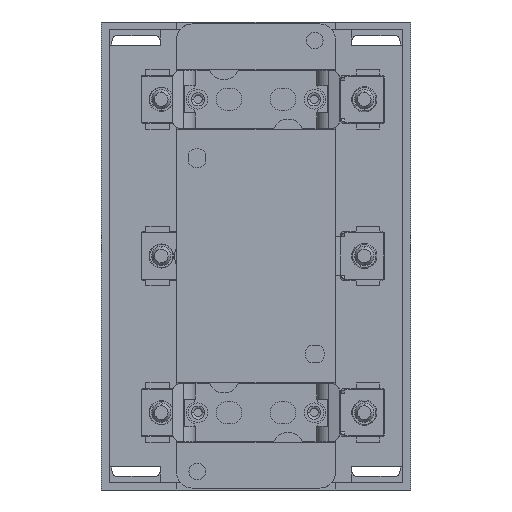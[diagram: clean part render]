
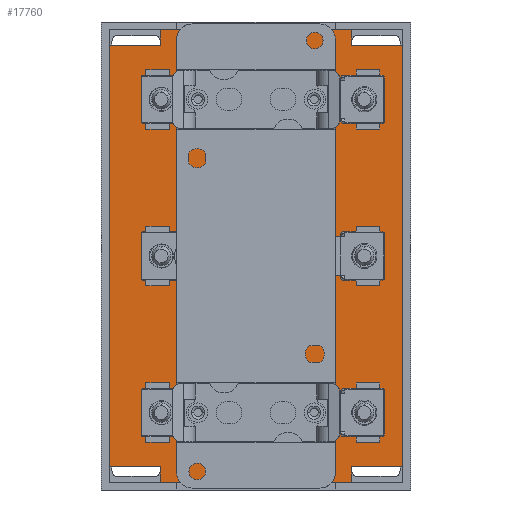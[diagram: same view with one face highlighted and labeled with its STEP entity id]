
A CAD part, front view. The second image highlights one B-rep face of the part: STEP entity #17760.
In plain terms, the highlighted planar face has unit normal (0, -1, 0).
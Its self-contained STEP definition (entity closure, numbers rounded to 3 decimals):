
#14363=DIRECTION('',(-1.,0.,0.));
#14364=VECTOR('',#14363,49.5);
#14365=CARTESIAN_POINT('',(24.75,42.,-58.5));
#14366=LINE('',#14365,#14364);
#14370=DIRECTION('',(0.,0.,1.));
#14371=VECTOR('',#14370,109.);
#14372=CARTESIAN_POINT('',(-38.,42.,-54.5));
#14373=LINE('',#14372,#14371);
#14377=DIRECTION('',(1.,0.,0.));
#14378=VECTOR('',#14377,49.5);
#14379=CARTESIAN_POINT('',(-24.75,42.,58.5));
#14380=LINE('',#14379,#14378);
#14384=CARTESIAN_POINT('',(0.,42.,40.5));
#14385=DIRECTION('',(0.,-1.,0.));
#14386=DIRECTION('',(0.,0.,1.));
#14387=AXIS2_PLACEMENT_3D('',#14384,#14385,#14386);
#14392=CARTESIAN_POINT('',(0.,42.,40.5));
#14393=DIRECTION('',(0.,-1.,0.));
#14394=DIRECTION('',(-1.,0.,0.));
#14395=AXIS2_PLACEMENT_3D('',#14392,#14393,#14394);
#14400=CARTESIAN_POINT('',(0.,42.,40.5));
#14401=DIRECTION('',(0.,-1.,0.));
#14402=DIRECTION('',(0.,0.,-1.));
#14403=AXIS2_PLACEMENT_3D('',#14400,#14401,#14402);
#14408=CARTESIAN_POINT('',(0.,42.,40.5));
#14409=DIRECTION('',(0.,-1.,0.));
#14410=DIRECTION('',(1.,0.,0.));
#14411=AXIS2_PLACEMENT_3D('',#14408,#14409,#14410);
#14416=CARTESIAN_POINT('',(0.,42.,0.));
#14417=DIRECTION('',(0.,-1.,0.));
#14418=DIRECTION('',(0.,0.,1.));
#14419=AXIS2_PLACEMENT_3D('',#14416,#14417,#14418);
#14424=CARTESIAN_POINT('',(0.,42.,0.));
#14425=DIRECTION('',(0.,-1.,0.));
#14426=DIRECTION('',(-1.,0.,0.));
#14427=AXIS2_PLACEMENT_3D('',#14424,#14425,#14426);
#14432=CARTESIAN_POINT('',(0.,42.,0.));
#14433=DIRECTION('',(0.,-1.,0.));
#14434=DIRECTION('',(0.,0.,-1.));
#14435=AXIS2_PLACEMENT_3D('',#14432,#14433,#14434);
#14440=CARTESIAN_POINT('',(0.,42.,0.));
#14441=DIRECTION('',(0.,-1.,0.));
#14442=DIRECTION('',(1.,0.,0.));
#14443=AXIS2_PLACEMENT_3D('',#14440,#14441,#14442);
#14448=CARTESIAN_POINT('',(0.,42.,-40.5));
#14449=DIRECTION('',(0.,-1.,0.));
#14450=DIRECTION('',(0.,0.,1.));
#14451=AXIS2_PLACEMENT_3D('',#14448,#14449,#14450);
#14456=CARTESIAN_POINT('',(0.,42.,-40.5));
#14457=DIRECTION('',(0.,-1.,0.));
#14458=DIRECTION('',(-1.,0.,0.));
#14459=AXIS2_PLACEMENT_3D('',#14456,#14457,#14458);
#14464=CARTESIAN_POINT('',(0.,42.,-40.5));
#14465=DIRECTION('',(0.,-1.,0.));
#14466=DIRECTION('',(0.,0.,-1.));
#14467=AXIS2_PLACEMENT_3D('',#14464,#14465,#14466);
#14472=CARTESIAN_POINT('',(0.,42.,-40.5));
#14473=DIRECTION('',(0.,-1.,0.));
#14474=DIRECTION('',(1.,0.,0.));
#14475=AXIS2_PLACEMENT_3D('',#14472,#14473,#14474);
#14840=DIRECTION('',(1.,0.,0.));
#14841=VECTOR('',#14840,13.25);
#14842=CARTESIAN_POINT('',(24.75,42.,-54.5));
#14843=LINE('',#14842,#14841);
#14861=DIRECTION('',(0.,0.,1.));
#14862=VECTOR('',#14861,109.);
#14863=CARTESIAN_POINT('',(38.,42.,-54.5));
#14864=LINE('',#14863,#14862);
#14896=DIRECTION('',(-1.,0.,0.));
#14897=VECTOR('',#14896,13.25);
#14898=CARTESIAN_POINT('',(38.,42.,54.5));
#14899=LINE('',#14898,#14897);
#15270=DIRECTION('',(0.,0.,1.));
#15271=VECTOR('',#15270,4.);
#15272=CARTESIAN_POINT('',(24.75,42.,-58.5));
#15273=LINE('',#15272,#15271);
#15291=DIRECTION('',(0.,0.,1.));
#15292=VECTOR('',#15291,4.);
#15293=CARTESIAN_POINT('',(24.75,42.,54.5));
#15294=LINE('',#15293,#15292);
#16129=DIRECTION('',(1.,0.,0.));
#16130=VECTOR('',#16129,13.25);
#16131=CARTESIAN_POINT('',(-38.,42.,-54.5));
#16132=LINE('',#16131,#16130);
#16164=DIRECTION('',(0.,0.,-1.));
#16165=VECTOR('',#16164,4.);
#16166=CARTESIAN_POINT('',(-24.75,42.,58.5));
#16167=LINE('',#16166,#16165);
#16178=DIRECTION('',(0.,0.,-1.));
#16179=VECTOR('',#16178,4.);
#16180=CARTESIAN_POINT('',(-24.75,42.,-54.5));
#16181=LINE('',#16180,#16179);
#16299=DIRECTION('',(-1.,0.,0.));
#16300=VECTOR('',#16299,13.25);
#16301=CARTESIAN_POINT('',(-24.75,42.,54.5));
#16302=LINE('',#16301,#16300);
#16618=CARTESIAN_POINT('',(24.75,42.,58.5));
#16619=VERTEX_POINT('',#16618);
#16620=CARTESIAN_POINT('',(-24.75,42.,58.5));
#16621=VERTEX_POINT('',#16620);
#16746=CARTESIAN_POINT('',(0.,42.,-15.5));
#16747=VERTEX_POINT('',#16746);
#16748=CARTESIAN_POINT('',(0.,42.,15.5));
#16749=CARTESIAN_POINT('',(-15.5,42.,0.));
#16750=VERTEX_POINT('',#16748);
#16751=VERTEX_POINT('',#16749);
#16756=CARTESIAN_POINT('',(15.5,42.,0.));
#16757=VERTEX_POINT('',#16756);
#16758=CARTESIAN_POINT('',(24.75,42.,-58.5));
#16759=CARTESIAN_POINT('',(-24.75,42.,-58.5));
#16760=VERTEX_POINT('',#16758);
#16761=VERTEX_POINT('',#16759);
#16762=CARTESIAN_POINT('',(-24.75,42.,-54.5));
#16763=VERTEX_POINT('',#16762);
#16764=CARTESIAN_POINT('',(-38.,42.,-54.5));
#16765=VERTEX_POINT('',#16764);
#16766=CARTESIAN_POINT('',(-38.,42.,54.5));
#16767=VERTEX_POINT('',#16766);
#16768=CARTESIAN_POINT('',(-24.75,42.,54.5));
#16769=VERTEX_POINT('',#16768);
#16770=CARTESIAN_POINT('',(24.75,42.,54.5));
#16771=VERTEX_POINT('',#16770);
#16772=CARTESIAN_POINT('',(38.,42.,54.5));
#16773=VERTEX_POINT('',#16772);
#16774=CARTESIAN_POINT('',(38.,42.,-54.5));
#16775=VERTEX_POINT('',#16774);
#16776=CARTESIAN_POINT('',(24.75,42.,-54.5));
#16777=VERTEX_POINT('',#16776);
#16778=CARTESIAN_POINT('',(0.,42.,56.));
#16779=CARTESIAN_POINT('',(-15.5,42.,40.5));
#16780=VERTEX_POINT('',#16778);
#16781=VERTEX_POINT('',#16779);
#16782=CARTESIAN_POINT('',(0.,42.,25.));
#16783=VERTEX_POINT('',#16782);
#16784=CARTESIAN_POINT('',(15.5,42.,40.5));
#16785=VERTEX_POINT('',#16784);
#16786=CARTESIAN_POINT('',(0.,42.,-25.));
#16787=CARTESIAN_POINT('',(-15.5,42.,-40.5));
#16788=VERTEX_POINT('',#16786);
#16789=VERTEX_POINT('',#16787);
#16790=CARTESIAN_POINT('',(0.,42.,-56.));
#16791=VERTEX_POINT('',#16790);
#16792=CARTESIAN_POINT('',(15.5,42.,-40.5));
#16793=VERTEX_POINT('',#16792);
#17704=CARTESIAN_POINT('',(40.,42.,-60.5));
#17705=DIRECTION('',(0.,1.,0.));
#17706=DIRECTION('',(-1.,0.,0.));
#17707=AXIS2_PLACEMENT_3D('',#17704,#17705,#17706);
#17708=PLANE('',#17707);
#17710=ORIENTED_EDGE('',*,*,#17709,.T.);
#17712=ORIENTED_EDGE('',*,*,#17711,.F.);
#17714=ORIENTED_EDGE('',*,*,#17713,.F.);
#17716=ORIENTED_EDGE('',*,*,#17715,.T.);
#17718=ORIENTED_EDGE('',*,*,#17717,.F.);
#17720=ORIENTED_EDGE('',*,*,#17719,.F.);
#17721=ORIENTED_EDGE('',*,*,#17161,.T.);
#17723=ORIENTED_EDGE('',*,*,#17722,.F.);
#17725=ORIENTED_EDGE('',*,*,#17724,.F.);
#17727=ORIENTED_EDGE('',*,*,#17726,.F.);
#17729=ORIENTED_EDGE('',*,*,#17728,.F.);
#17731=ORIENTED_EDGE('',*,*,#17730,.F.);
#17732=EDGE_LOOP('',(#17710,#17712,#17714,#17716,#17718,#17720,#17721,#17723,
#17725,#17727,#17729,#17731));
#17733=FACE_OUTER_BOUND('',#17732,.F.);
#17735=ORIENTED_EDGE('',*,*,#17734,.T.);
#17737=ORIENTED_EDGE('',*,*,#17736,.T.);
#17739=ORIENTED_EDGE('',*,*,#17738,.T.);
#17741=ORIENTED_EDGE('',*,*,#17740,.T.);
#17742=EDGE_LOOP('',(#17735,#17737,#17739,#17741));
#17743=FACE_BOUND('',#17742,.F.);
#17744=ORIENTED_EDGE('',*,*,#17657,.T.);
#17745=ORIENTED_EDGE('',*,*,#17655,.T.);
#17746=ORIENTED_EDGE('',*,*,#17687,.T.);
#17747=ORIENTED_EDGE('',*,*,#17685,.T.);
#17748=EDGE_LOOP('',(#17744,#17745,#17746,#17747));
#17749=FACE_BOUND('',#17748,.F.);
#17751=ORIENTED_EDGE('',*,*,#17750,.T.);
#17753=ORIENTED_EDGE('',*,*,#17752,.T.);
#17755=ORIENTED_EDGE('',*,*,#17754,.T.);
#17757=ORIENTED_EDGE('',*,*,#17756,.T.);
#17758=EDGE_LOOP('',(#17751,#17753,#17755,#17757));
#17759=FACE_BOUND('',#17758,.F.);
#14388=CIRCLE('',#14387,15.5);
#14396=CIRCLE('',#14395,15.5);
#14404=CIRCLE('',#14403,15.5);
#14412=CIRCLE('',#14411,15.5);
#14420=CIRCLE('',#14419,15.5);
#14428=CIRCLE('',#14427,15.5);
#14436=CIRCLE('',#14435,15.5);
#14444=CIRCLE('',#14443,15.5);
#14452=CIRCLE('',#14451,15.5);
#14460=CIRCLE('',#14459,15.5);
#14468=CIRCLE('',#14467,15.5);
#14476=CIRCLE('',#14475,15.5);
#17161=EDGE_CURVE('',#16621,#16619,#14380,.T.);
#17655=EDGE_CURVE('',#16751,#16747,#14428,.T.);
#17657=EDGE_CURVE('',#16750,#16751,#14420,.T.);
#17685=EDGE_CURVE('',#16757,#16750,#14444,.T.);
#17687=EDGE_CURVE('',#16747,#16757,#14436,.T.);
#17709=EDGE_CURVE('',#16760,#16761,#14366,.T.);
#17711=EDGE_CURVE('',#16763,#16761,#16181,.T.);
#17713=EDGE_CURVE('',#16765,#16763,#16132,.T.);
#17715=EDGE_CURVE('',#16765,#16767,#14373,.T.);
#17717=EDGE_CURVE('',#16769,#16767,#16302,.T.);
#17719=EDGE_CURVE('',#16621,#16769,#16167,.T.);
#17722=EDGE_CURVE('',#16771,#16619,#15294,.T.);
#17724=EDGE_CURVE('',#16773,#16771,#14899,.T.);
#17726=EDGE_CURVE('',#16775,#16773,#14864,.T.);
#17728=EDGE_CURVE('',#16777,#16775,#14843,.T.);
#17730=EDGE_CURVE('',#16760,#16777,#15273,.T.);
#17734=EDGE_CURVE('',#16780,#16781,#14388,.T.);
#17736=EDGE_CURVE('',#16781,#16783,#14396,.T.);
#17738=EDGE_CURVE('',#16783,#16785,#14404,.T.);
#17740=EDGE_CURVE('',#16785,#16780,#14412,.T.);
#17750=EDGE_CURVE('',#16788,#16789,#14452,.T.);
#17752=EDGE_CURVE('',#16789,#16791,#14460,.T.);
#17754=EDGE_CURVE('',#16791,#16793,#14468,.T.);
#17756=EDGE_CURVE('',#16793,#16788,#14476,.T.);
#17760=ADVANCED_FACE('',(#17733,#17743,#17749,#17759),#17708,.F.);
